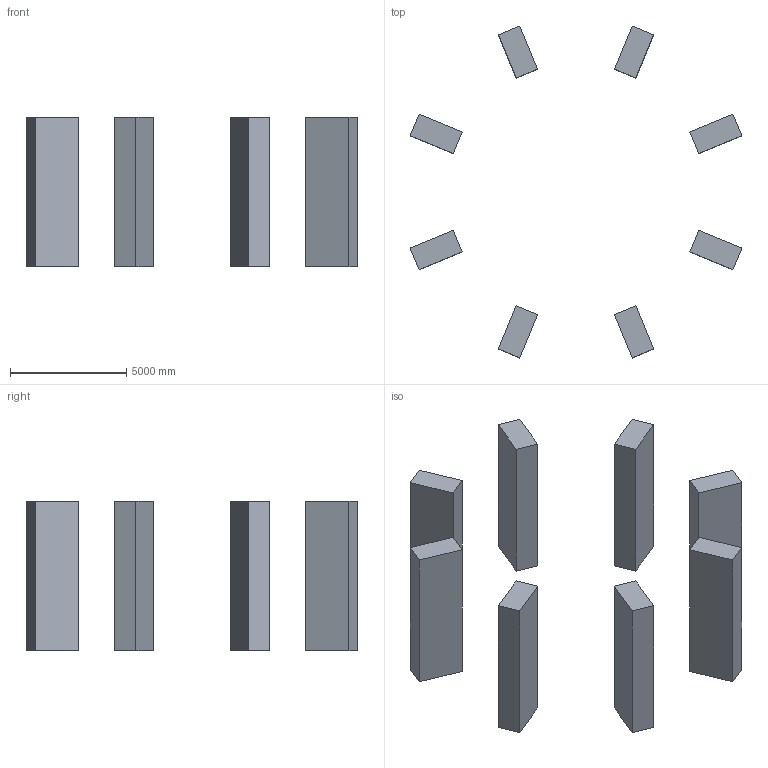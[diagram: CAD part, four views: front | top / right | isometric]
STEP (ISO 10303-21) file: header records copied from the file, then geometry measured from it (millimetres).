
FILE_DESCRIPTION(('Open CASCADE Model'),'2;1');
FILE_NAME('Open CASCADE Shape Model','2022-07-15T16:22:07',('Author'),( 'Open CASCADE'),'Open CASCADE STEP processor 7.5','Open CASCADE 7.5' ,'Unknown');
FILE_SCHEMA(('AUTOMOTIVE_DESIGN { 1 0 10303 214 1 1 1 1 }'));
Length unit declared in the file: millimetre
Products named in the file (10): Open CASCADE STEP translator 7.5 12; Open CASCADE STEP translator 7.5 12.1; Open CASCADE STEP translator 7.5 12.1.1; Open CASCADE STEP translator 7.5 12.1.2; Open CASCADE STEP translator 7.5 12.1.3; Open CASCADE STEP translator 7.5 12.1.4; Open CASCADE STEP translator 7.5 12.1.5; Open CASCADE STEP translator 7.5 12.1.6; Open CASCADE STEP translator 7.5 12.1.7; Open CASCADE STEP translator 7.5 12.1.8
Assembly tree (9 placements, depth 3):
  Open CASCADE STEP translator 7.5 12
    Open CASCADE STEP translator 7.5 12.1
      Open CASCADE STEP translator 7.5 12.1.1
      Open CASCADE STEP translator 7.5 12.1.2
      Open CASCADE STEP translator 7.5 12.1.3
      Open CASCADE STEP translator 7.5 12.1.4
      Open CASCADE STEP translator 7.5 12.1.5
      Open CASCADE STEP translator 7.5 12.1.6
      Open CASCADE STEP translator 7.5 12.1.7
      Open CASCADE STEP translator 7.5 12.1.8
Bounding box: 14240.88 x 14240.88 x 6400 mm (x, y, z)
Volume: 102400000000 mm3; surface area: 339200000 mm2
Topology: 8 solids, 8 shells, 48 faces, 96 edges, 64 vertices
Faces by surface type: plane 48
Entity records: 2626 total; most frequent: CARTESIAN_POINT 410, DIRECTION 404, LINE 288, VECTOR 288, ORIENTED_EDGE 192, PCURVE 192, DEFINITIONAL_REPRESENTATION 192, EDGE_CURVE 96
